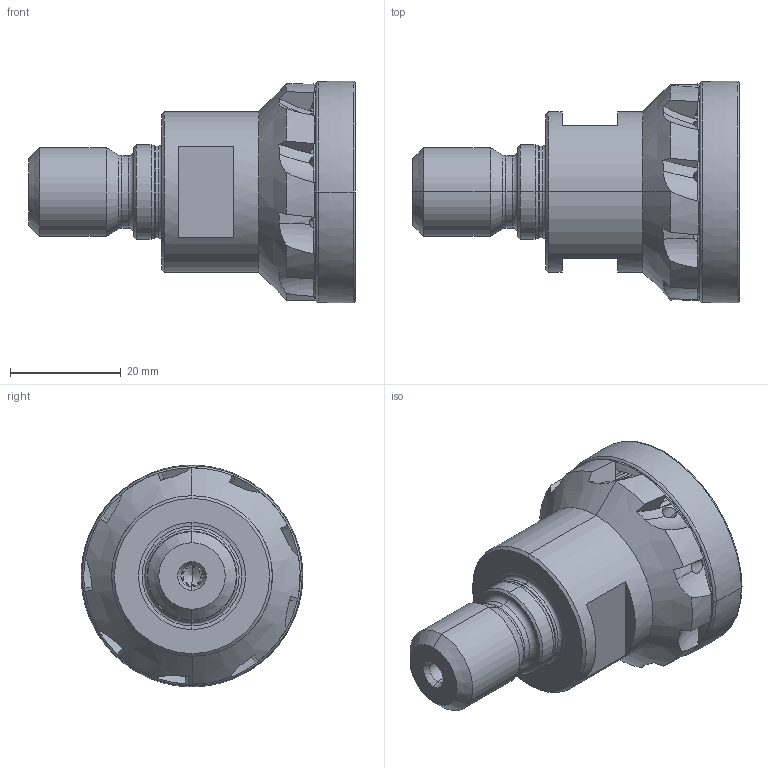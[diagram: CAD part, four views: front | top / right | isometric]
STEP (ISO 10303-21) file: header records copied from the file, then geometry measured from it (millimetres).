
FILE_DESCRIPTION (( 'STEP AP214' ), '1' );
FILE_NAME ('ESF-40-35-M16-63-9.STEP', '2012-01-09T10:17:32', ( '' ), ( '' ), 'SwSTEP 2.0', 'SolidWorks 2011', '' );
FILE_SCHEMA (( 'AUTOMOTIVE_DESIGN' ));
Length unit declared in the file: millimetre
Products named in the file (1): ESF-40-35-M16-63-9
Bounding box: 59 x 40 x 40 mm (x, y, z)
Volume: 31600.9 mm3; surface area: 10121.2 mm2
Topology: 1 solids, 1 shells, 223 faces, 721 edges, 453 vertices
Faces by surface type: plane 74, cylinder 49, cone 48, torus 34, bspline 18
Entity records: 9167 total; most frequent: CARTESIAN_POINT 3363, ORIENTED_EDGE 1438, DIRECTION 1018, EDGE_CURVE 719, VERTEX_POINT 453, AXIS2_PLACEMENT_3D 431, B_SPLINE_CURVE_WITH_KNOTS 278, EDGE_LOOP 232
